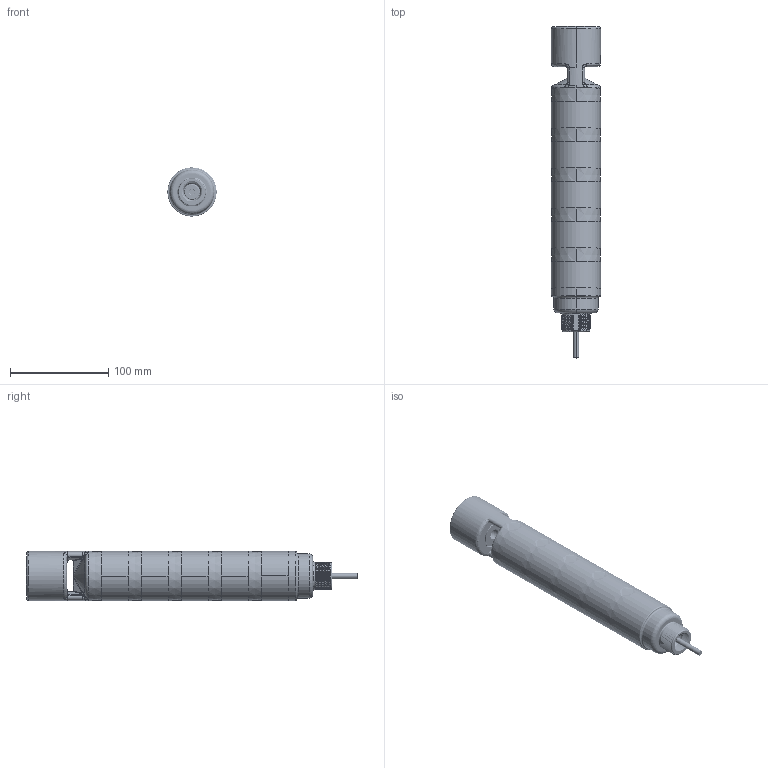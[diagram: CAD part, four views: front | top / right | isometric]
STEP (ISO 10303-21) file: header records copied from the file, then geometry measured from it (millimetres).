
FILE_DESCRIPTION((''),'2;1');
FILE_NAME('175257_ASM','2013-10-02T',('pdmadmin'),(''),'PRO/ENGINEER BY PARAMETRIC TECHNOLOGY CORPORATION, 2012300','PRO/ENGINEER BY PARAMETRIC TECHNOLOGY CORPORATION, 2012300','');
FILE_SCHEMA(('CONFIG_CONTROL_DESIGN'));
Products named in the file (13): 168245; 168246; 168302; 140412_GENERIC; 140427; 168401; 140412; 140427_WEB_MODEL; 140410_GENERIC; 62676; 62677; CABLE_215; 175257_ASM
Assembly tree (18 placements, depth 2):
  175257_ASM
    168245
    168246
    168302
    140412_GENERIC  x4
    140427  x4
    168401
    140412
    140427_WEB_MODEL
    140410_GENERIC
    62676
    62677
    CABLE_215
Bounding box: 50 x 337.82 x 50 mm (x, y, z)
Volume: 193843.8 mm3; surface area: 178131.3 mm2
Topology: 18 solids, 18 shells, 2514 faces, 6689 edges, 4328 vertices
Faces by surface type: plane 1106, bspline 547, cylinder 543, cone 220, torus 96, sphere 2
Entity records: 96884 total; most frequent: CARTESIAN_POINT 65091, ORIENTED_EDGE 7178, DIRECTION 5714, EDGE_CURVE 3589, VERTEX_POINT 2300, AXIS2_PLACEMENT_3D 2110, VECTOR 1494, LINE 1494
